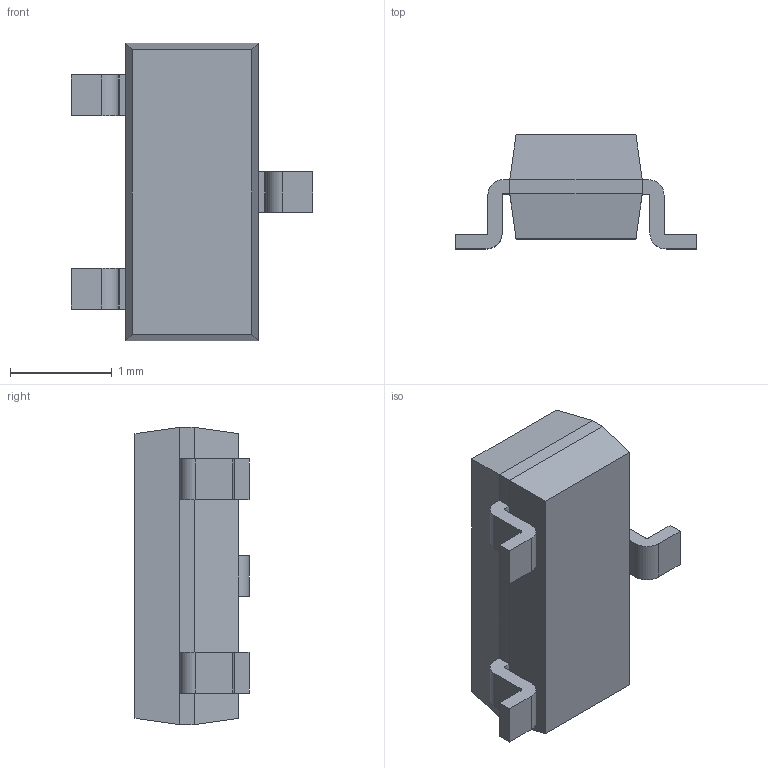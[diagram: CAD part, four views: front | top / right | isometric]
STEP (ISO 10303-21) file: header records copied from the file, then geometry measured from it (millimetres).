
FILE_DESCRIPTION (( 'STEP AP214' ), '1' );
FILE_NAME ('BC846B RF.STEP', '2022-01-04T04:56:26', ( '' ), ( '' ), 'SwSTEP 2.0', 'SolidWorks 2017', '' );
FILE_SCHEMA (( 'AUTOMOTIVE_DESIGN' ));
Length unit declared in the file: millimetre
Products named in the file (1): BC846B RF
Bounding box: 2.37 x 1.12 x 2.92 mm (x, y, z)
Volume: 3.8 mm3; surface area: 18.8 mm2
Topology: 5 solids, 5 shells, 61 faces, 142 edges, 92 vertices
Faces by surface type: plane 47, cylinder 14
Full cylindrical faces by diameter (mm): 0.15 x2
Entity records: 1780 total; most frequent: CARTESIAN_POINT 294, DIRECTION 292, ORIENTED_EDGE 280, EDGE_CURVE 140, LINE 112, VECTOR 112, VERTEX_POINT 92, AXIS2_PLACEMENT_3D 90
